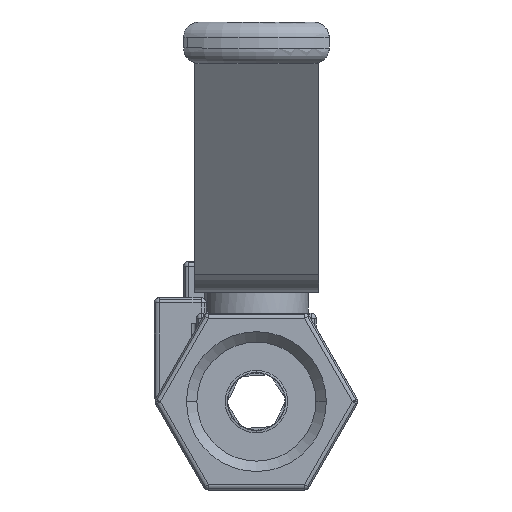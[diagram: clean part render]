
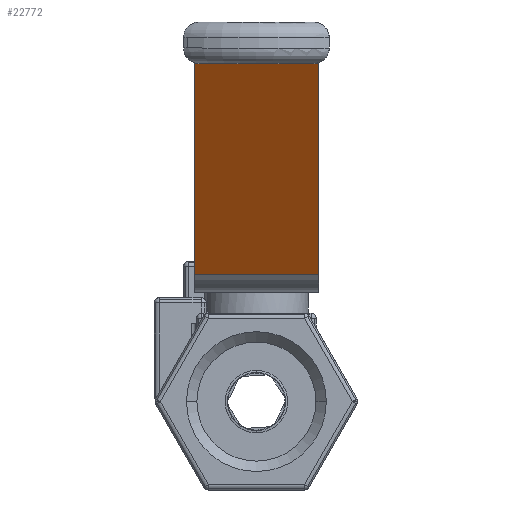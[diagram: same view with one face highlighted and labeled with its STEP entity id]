
A CAD part, front view. The second image highlights one B-rep face of the part: STEP entity #22772.
In plain terms, the highlighted planar face has unit normal (0, -0.824, -0.567).
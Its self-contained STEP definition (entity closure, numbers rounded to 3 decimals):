
#22705=CARTESIAN_POINT('',(6.,-11.294,12.23));
#22706=VERTEX_POINT('',#22705);
#22707=CARTESIAN_POINT('',(-6.,-11.294,12.23));
#22708=VERTEX_POINT('',#22707);
#22709=CARTESIAN_POINT('',(6.,-11.294,12.23));
#22710=DIRECTION('',(-1.0,0.,0.));
#22711=VECTOR('',#22710,12.);
#22712=LINE('',#22709,#22711);
#22713=EDGE_CURVE('',#22706,#22708,#22712,.T.);
#22742=CARTESIAN_POINT('',(6.,-11.294,12.23));
#22743=DIRECTION('',(0.,-0.823,-0.567));
#22744=DIRECTION('',(-1.0,0.,0.));
#22745=AXIS2_PLACEMENT_3D('',#22742,#22743,#22744);
#22746=PLANE('',#22745);
#22747=CARTESIAN_POINT('',(6.,-25.353,32.635));
#22748=VERTEX_POINT('',#22747);
#22749=CARTESIAN_POINT('',(-6.,-25.353,32.635));
#22750=VERTEX_POINT('',#22749);
#22751=CARTESIAN_POINT('',(6.,-25.353,32.635));
#22752=DIRECTION('',(-1.0,0.,0.));
#22753=VECTOR('',#22752,12.);
#22754=LINE('',#22751,#22753);
#22755=EDGE_CURVE('',#22748,#22750,#22754,.T.);
#22756=ORIENTED_EDGE('',*,*,#22755,.T.);
#22757=CARTESIAN_POINT('',(-6.,-11.294,12.23));
#22758=DIRECTION('',(0.,-0.567,0.823));
#22759=VECTOR('',#22758,24.779);
#22760=LINE('',#22757,#22759);
#22761=EDGE_CURVE('',#22708,#22750,#22760,.T.);
#22762=ORIENTED_EDGE('',*,*,#22761,.F.);
#22763=ORIENTED_EDGE('',*,*,#22713,.F.);
#22764=CARTESIAN_POINT('',(6.,-11.294,12.23));
#22765=DIRECTION('',(0.,-0.567,0.823));
#22766=VECTOR('',#22765,24.779);
#22767=LINE('',#22764,#22766);
#22768=EDGE_CURVE('',#22706,#22748,#22767,.T.);
#22769=ORIENTED_EDGE('',*,*,#22768,.T.);
#22770=EDGE_LOOP('',(#22756,#22762,#22763,#22769));
#22771=FACE_OUTER_BOUND('',#22770,.T.);
#22772=ADVANCED_FACE('',(#22771),#22746,.T.);
